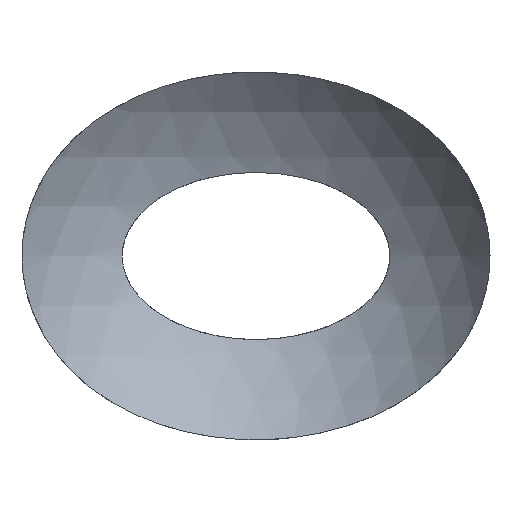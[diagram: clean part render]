
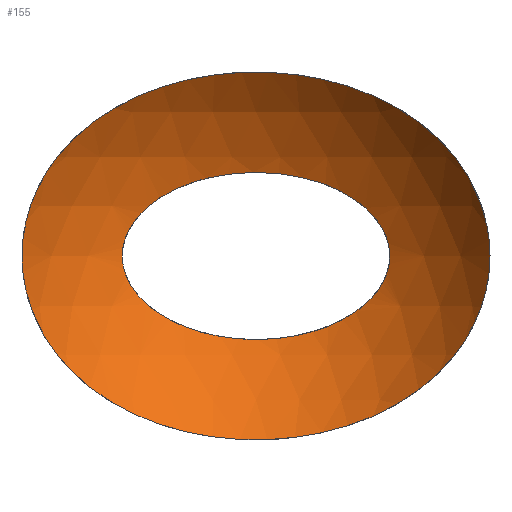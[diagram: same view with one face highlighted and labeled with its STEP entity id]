
A CAD part, front view. The second image highlights one B-rep face of the part: STEP entity #155.
In plain terms, the highlighted spherical face has radius 8 mm.
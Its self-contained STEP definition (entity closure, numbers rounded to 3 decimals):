
#44=FACE_BOUND('',#59,.T.);
#48=FACE_OUTER_BOUND('',#58,.T.);
#58=EDGE_LOOP('',(#114,#115));
#59=EDGE_LOOP('',(#116,#117));
#72=B_SPLINE_CURVE_WITH_KNOTS('',3,(#223,#224,#225,#226,#227,#228,#229,
#230,#231,#232,#233,#234,#235,#236,#237,#238,#239,#240,#241,#242,#243,#244,
#245,#246,#247,#248),.UNSPECIFIED.,.F.,.F.,(4,2,2,2,2,2,2,2,2,2,2,2,4),
(0.,0.058,0.132,0.349,0.643,
1.078,1.368,1.658,2.092,2.387,
2.6,2.672,2.729),.UNSPECIFIED.);
#73=B_SPLINE_CURVE_WITH_KNOTS('',3,(#249,#250,#251,#252,#253,#254,#255,
#256,#257,#258,#259,#260,#261,#262,#263,#264,#265,#266,#267,#268,#269,#270,
#271,#272,#273,#274),.UNSPECIFIED.,.F.,.F.,(4,2,2,2,2,2,2,2,2,2,2,2,4),
(0.,0.058,0.132,0.348,0.639,
1.069,1.355,1.642,2.07,2.361,
2.572,2.644,2.7),.UNSPECIFIED.);
#74=B_SPLINE_CURVE_WITH_KNOTS('',3,(#277,#278,#279,#280,#281,#282,#283,
#284,#285,#286,#287,#288,#289,#290,#291,#292,#293,#294,#295,#296,#297,#298),
 .UNSPECIFIED.,.F.,.F.,(4,2,2,2,2,2,2,2,2,2,4),(0.,0.06,0.142,
0.267,0.392,0.45,0.508,
0.619,0.733,0.814,0.875),
 .UNSPECIFIED.);
#75=B_SPLINE_CURVE_WITH_KNOTS('',3,(#299,#300,#301,#302,#303,#304,#305,
#306,#307,#308,#309,#310,#311,#312,#313,#314,#315,#316,#317,#318,#319,#320),
 .UNSPECIFIED.,.F.,.F.,(4,2,2,2,2,2,2,2,2,2,4),(0.,0.061,0.142,
0.255,0.366,0.423,0.48,
0.605,0.729,0.811,0.87),
 .UNSPECIFIED.);
#80=VERTEX_POINT('',#221);
#81=VERTEX_POINT('',#222);
#82=VERTEX_POINT('',#275);
#83=VERTEX_POINT('',#276);
#94=EDGE_CURVE('',#80,#81,#72,.T.);
#95=EDGE_CURVE('',#81,#80,#73,.T.);
#96=EDGE_CURVE('',#82,#83,#74,.T.);
#97=EDGE_CURVE('',#83,#82,#75,.T.);
#114=ORIENTED_EDGE('',*,*,#94,.F.);
#115=ORIENTED_EDGE('',*,*,#95,.F.);
#116=ORIENTED_EDGE('',*,*,#96,.T.);
#117=ORIENTED_EDGE('',*,*,#97,.T.);
#154=SPHERICAL_SURFACE('',#179,8.);
#155=ADVANCED_FACE('',(#48,#44),#154,.F.);
#179=AXIS2_PLACEMENT_3D('',#220,#191,#192);
#191=DIRECTION('center_axis',(0.,0.,-1.));
#192=DIRECTION('ref_axis',(1.,0.,0.));
#220=CARTESIAN_POINT('Origin',(0.,-3.873,0.));
#221=CARTESIAN_POINT('',(-7.,0.,0.));
#222=CARTESIAN_POINT('',(7.,0.,0.));
#223=CARTESIAN_POINT('Ctrl Pts',(-7.,0.,0.));
#224=CARTESIAN_POINT('Ctrl Pts',(-7.,0.,0.192));
#225=CARTESIAN_POINT('Ctrl Pts',(-6.987,0.008,
0.385));
#226=CARTESIAN_POINT('Ctrl Pts',(-6.932,0.043,0.821));
#227=CARTESIAN_POINT('Ctrl Pts',(-6.881,0.075,1.065));
#228=CARTESIAN_POINT('Ctrl Pts',(-6.611,0.236,1.982));
#229=CARTESIAN_POINT('Ctrl Pts',(-6.277,0.423,2.528));
#230=CARTESIAN_POINT('Ctrl Pts',(-5.602,0.754,3.414));
#231=CARTESIAN_POINT('Ctrl Pts',(-5.129,0.963,3.84));
#232=CARTESIAN_POINT('Ctrl Pts',(-3.81,1.433,4.722));
#233=CARTESIAN_POINT('Ctrl Pts',(-2.91,1.664,5.084));
#234=CARTESIAN_POINT('Ctrl Pts',(-1.313,1.89,5.431));
#235=CARTESIAN_POINT('Ctrl Pts',(-0.656,1.937,5.5));
#236=CARTESIAN_POINT('Ctrl Pts',(0.664,1.936,5.5));
#237=CARTESIAN_POINT('Ctrl Pts',(1.321,1.889,5.43));
#238=CARTESIAN_POINT('Ctrl Pts',(2.916,1.663,5.082));
#239=CARTESIAN_POINT('Ctrl Pts',(3.814,1.432,4.72));
#240=CARTESIAN_POINT('Ctrl Pts',(5.131,0.962,3.839));
#241=CARTESIAN_POINT('Ctrl Pts',(5.604,0.754,3.412));
#242=CARTESIAN_POINT('Ctrl Pts',(6.273,0.424,2.532));
#243=CARTESIAN_POINT('Ctrl Pts',(6.611,0.236,1.986));
#244=CARTESIAN_POINT('Ctrl Pts',(6.881,0.074,1.063));
#245=CARTESIAN_POINT('Ctrl Pts',(6.932,0.043,0.82));
#246=CARTESIAN_POINT('Ctrl Pts',(6.987,0.008,0.384));
#247=CARTESIAN_POINT('Ctrl Pts',(7.,0.,0.192));
#248=CARTESIAN_POINT('Ctrl Pts',(7.,0.,0.));
#249=CARTESIAN_POINT('Ctrl Pts',(7.,0.,0.));
#250=CARTESIAN_POINT('Ctrl Pts',(7.,0.,-0.193));
#251=CARTESIAN_POINT('Ctrl Pts',(6.987,0.008,-0.385));
#252=CARTESIAN_POINT('Ctrl Pts',(6.932,0.043,-0.822));
#253=CARTESIAN_POINT('Ctrl Pts',(6.881,0.075,-1.066));
#254=CARTESIAN_POINT('Ctrl Pts',(6.612,0.235,-1.981));
#255=CARTESIAN_POINT('Ctrl Pts',(6.278,0.422,-2.526));
#256=CARTESIAN_POINT('Ctrl Pts',(5.601,0.755,-3.415));
#257=CARTESIAN_POINT('Ctrl Pts',(5.128,0.964,-3.841));
#258=CARTESIAN_POINT('Ctrl Pts',(3.808,1.434,-4.723));
#259=CARTESIAN_POINT('Ctrl Pts',(2.907,1.665,-5.085));
#260=CARTESIAN_POINT('Ctrl Pts',(1.31,1.89,-5.432));
#261=CARTESIAN_POINT('Ctrl Pts',(0.653,1.937,-5.5));
#262=CARTESIAN_POINT('Ctrl Pts',(-0.666,1.936,-5.5));
#263=CARTESIAN_POINT('Ctrl Pts',(-1.324,1.889,-5.43));
#264=CARTESIAN_POINT('Ctrl Pts',(-2.918,1.662,-5.081));
#265=CARTESIAN_POINT('Ctrl Pts',(-3.815,1.432,-4.72));
#266=CARTESIAN_POINT('Ctrl Pts',(-5.131,0.962,-3.839));
#267=CARTESIAN_POINT('Ctrl Pts',(-5.603,0.754,-3.412));
#268=CARTESIAN_POINT('Ctrl Pts',(-6.274,0.424,-2.532));
#269=CARTESIAN_POINT('Ctrl Pts',(-6.611,0.236,-1.985));
#270=CARTESIAN_POINT('Ctrl Pts',(-6.881,0.074,-1.063));
#271=CARTESIAN_POINT('Ctrl Pts',(-6.932,0.043,-0.82));
#272=CARTESIAN_POINT('Ctrl Pts',(-6.987,0.008,
-0.384));
#273=CARTESIAN_POINT('Ctrl Pts',(-7.,0.,-0.192));
#274=CARTESIAN_POINT('Ctrl Pts',(-7.,0.,0.));
#275=CARTESIAN_POINT('',(4.,3.055,0.));
#276=CARTESIAN_POINT('',(-4.,3.055,0.));
#277=CARTESIAN_POINT('Ctrl Pts',(4.,3.055,0.));
#278=CARTESIAN_POINT('Ctrl Pts',(4.,3.055,-0.199));
#279=CARTESIAN_POINT('Ctrl Pts',(3.962,3.069,-0.393));
#280=CARTESIAN_POINT('Ctrl Pts',(3.795,3.126,-0.832));
#281=CARTESIAN_POINT('Ctrl Pts',(3.642,3.176,-1.059));
#282=CARTESIAN_POINT('Ctrl Pts',(3.179,3.313,-1.556));
#283=CARTESIAN_POINT('Ctrl Pts',(2.801,3.414,-1.819));
#284=CARTESIAN_POINT('Ctrl Pts',(1.892,3.59,-2.23));
#285=CARTESIAN_POINT('Ctrl Pts',(1.366,3.664,-2.378));
#286=CARTESIAN_POINT('Ctrl Pts',(0.531,3.718,-2.484));
#287=CARTESIAN_POINT('Ctrl Pts',(0.265,3.726,-2.5));
#288=CARTESIAN_POINT('Ctrl Pts',(-0.266,3.726,-2.5));
#289=CARTESIAN_POINT('Ctrl Pts',(-0.533,3.718,-2.483));
#290=CARTESIAN_POINT('Ctrl Pts',(-1.303,3.668,-2.386));
#291=CARTESIAN_POINT('Ctrl Pts',(-1.805,3.604,-2.258));
#292=CARTESIAN_POINT('Ctrl Pts',(-2.738,3.429,-1.857));
#293=CARTESIAN_POINT('Ctrl Pts',(-3.133,3.326,-1.594));
#294=CARTESIAN_POINT('Ctrl Pts',(-3.634,3.179,-1.075));
#295=CARTESIAN_POINT('Ctrl Pts',(-3.79,3.127,-0.839));
#296=CARTESIAN_POINT('Ctrl Pts',(-3.96,3.069,-0.402));
#297=CARTESIAN_POINT('Ctrl Pts',(-4.,3.055,-0.204));
#298=CARTESIAN_POINT('Ctrl Pts',(-4.,3.055,0.));
#299=CARTESIAN_POINT('Ctrl Pts',(-4.,3.055,0.));
#300=CARTESIAN_POINT('Ctrl Pts',(-4.,3.055,0.204));
#301=CARTESIAN_POINT('Ctrl Pts',(-3.96,3.069,0.402));
#302=CARTESIAN_POINT('Ctrl Pts',(-3.79,3.127,0.839));
#303=CARTESIAN_POINT('Ctrl Pts',(-3.634,3.179,1.074));
#304=CARTESIAN_POINT('Ctrl Pts',(-3.134,3.326,1.593));
#305=CARTESIAN_POINT('Ctrl Pts',(-2.74,3.429,1.856));
#306=CARTESIAN_POINT('Ctrl Pts',(-1.806,3.604,2.258));
#307=CARTESIAN_POINT('Ctrl Pts',(-1.304,3.668,2.385));
#308=CARTESIAN_POINT('Ctrl Pts',(-0.533,3.718,2.483));
#309=CARTESIAN_POINT('Ctrl Pts',(-0.267,3.726,2.5));
#310=CARTESIAN_POINT('Ctrl Pts',(0.264,3.726,2.5));
#311=CARTESIAN_POINT('Ctrl Pts',(0.53,3.718,2.484));
#312=CARTESIAN_POINT('Ctrl Pts',(1.366,3.665,2.378));
#313=CARTESIAN_POINT('Ctrl Pts',(1.892,3.59,2.231));
#314=CARTESIAN_POINT('Ctrl Pts',(2.801,3.414,1.819));
#315=CARTESIAN_POINT('Ctrl Pts',(3.179,3.314,1.557));
#316=CARTESIAN_POINT('Ctrl Pts',(3.642,3.176,1.059));
#317=CARTESIAN_POINT('Ctrl Pts',(3.795,3.126,0.832));
#318=CARTESIAN_POINT('Ctrl Pts',(3.962,3.069,0.393));
#319=CARTESIAN_POINT('Ctrl Pts',(4.,3.055,0.199));
#320=CARTESIAN_POINT('Ctrl Pts',(4.,3.055,0.));
